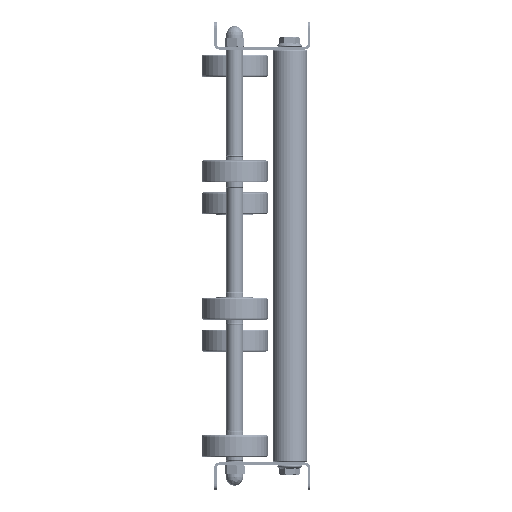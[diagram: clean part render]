
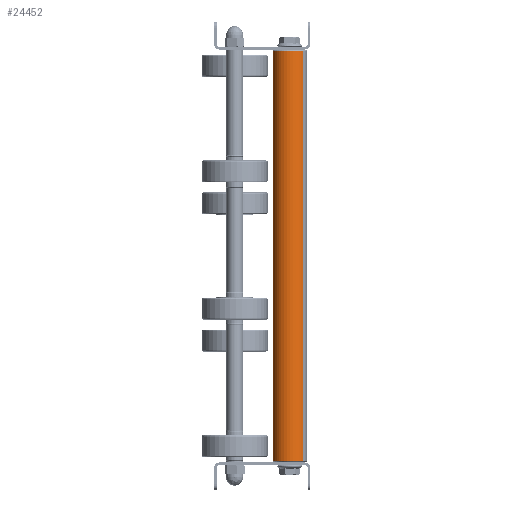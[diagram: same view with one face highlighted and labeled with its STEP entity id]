
A CAD part, left-side view. The second image highlights one B-rep face of the part: STEP entity #24452.
In plain terms, the highlighted cylindrical face has radius 12.5 mm (diameter 25 mm), a partial arc.
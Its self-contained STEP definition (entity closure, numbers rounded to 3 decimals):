
#465 = DIRECTION ( 'NONE',  ( -1., 0., 0. ) ) ;
#1663 = DIRECTION ( 'NONE',  ( 1., 0., 0. ) ) ;
#2399 = CARTESIAN_POINT ( 'NONE',  ( 300., 0., 12.5 ) ) ;
#2594 = CIRCLE ( 'NONE', #20247, 12.5 ) ;
#2948 = CARTESIAN_POINT ( 'NONE',  ( 1., 0., -12.5 ) ) ;
#3281 = CARTESIAN_POINT ( 'NONE',  ( 1., 0., 12.5 ) ) ;
#3604 = CARTESIAN_POINT ( 'NONE',  ( 299., 0., 12.5 ) ) ;
#3965 = DIRECTION ( 'NONE',  ( 0., 0., -1. ) ) ;
#4641 = AXIS2_PLACEMENT_3D ( 'NONE', #17878, #17576, #6073 ) ;
#5045 = EDGE_CURVE ( 'NONE', #14601, #18007, #26456, .T. ) ;
#6073 = DIRECTION ( 'NONE',  ( 0., 0., -1. ) ) ;
#7018 = DIRECTION ( 'NONE',  ( -1., 0., 0. ) ) ;
#7098 = VERTEX_POINT ( 'NONE', #3604 ) ;
#8093 = FACE_OUTER_BOUND ( 'NONE', #9121, .T. ) ;
#8998 = CYLINDRICAL_SURFACE ( 'NONE', #22130, 12.5 ) ;
#9121 = EDGE_LOOP ( 'NONE', ( #25940, #14569, #26273, #14748 ) ) ;
#10872 = CARTESIAN_POINT ( 'NONE',  ( 1., 0., 0. ) ) ;
#11059 = EDGE_CURVE ( 'NONE', #20556, #18007, #2594, .T. ) ;
#11625 = VECTOR ( 'NONE', #465, 1000. ) ;
#11764 = DIRECTION ( 'NONE',  ( -1., 0., 0. ) ) ;
#14090 = VECTOR ( 'NONE', #11764, 1000. ) ;
#14569 = ORIENTED_EDGE ( 'NONE', *, *, #17372, .T. ) ;
#14601 = VERTEX_POINT ( 'NONE', #24389 ) ;
#14748 = ORIENTED_EDGE ( 'NONE', *, *, #11059, .T. ) ;
#17372 = EDGE_CURVE ( 'NONE', #14601, #7098, #17866, .T. ) ;
#17576 = DIRECTION ( 'NONE',  ( -1., 0., 0. ) ) ;
#17866 = CIRCLE ( 'NONE', #4641, 12.5 ) ;
#17878 = CARTESIAN_POINT ( 'NONE',  ( 299., 0., 0. ) ) ;
#18007 = VERTEX_POINT ( 'NONE', #2948 ) ;
#19304 = EDGE_CURVE ( 'NONE', #7098, #20556, #28081, .T. ) ;
#20247 = AXIS2_PLACEMENT_3D ( 'NONE', #10872, #1663, #3965 ) ;
#20556 = VERTEX_POINT ( 'NONE', #3281 ) ;
#21688 = CARTESIAN_POINT ( 'NONE',  ( 300., 0., -12.5 ) ) ;
#22130 = AXIS2_PLACEMENT_3D ( 'NONE', #27624, #7018, #25318 ) ;
#24389 = CARTESIAN_POINT ( 'NONE',  ( 299., 0., -12.5 ) ) ;
#24452 = ADVANCED_FACE ( 'NONE', ( #8093 ), #8998, .T. ) ;
#25318 = DIRECTION ( 'NONE',  ( 0., 0., 1. ) ) ;
#25940 = ORIENTED_EDGE ( 'NONE', *, *, #5045, .F. ) ;
#26273 = ORIENTED_EDGE ( 'NONE', *, *, #19304, .T. ) ;
#26456 = LINE ( 'NONE', #21688, #11625 ) ;
#27624 = CARTESIAN_POINT ( 'NONE',  ( 300., 0., 0. ) ) ;
#28081 = LINE ( 'NONE', #2399, #14090 ) ;
